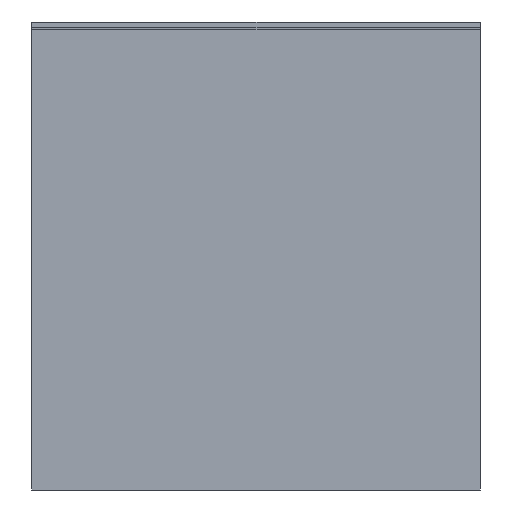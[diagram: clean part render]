
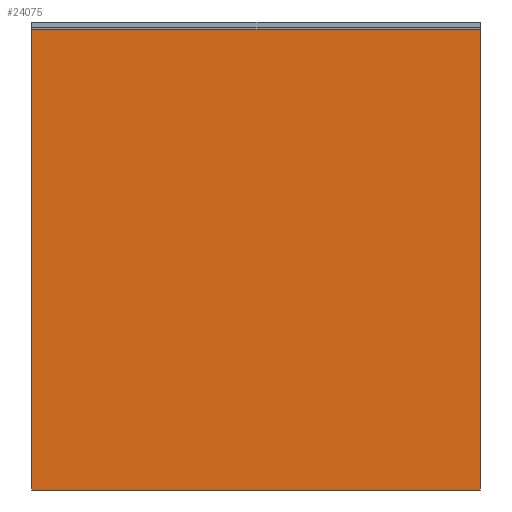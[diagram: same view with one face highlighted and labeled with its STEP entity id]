
A CAD part, left-side view. The second image highlights one B-rep face of the part: STEP entity #24075.
In plain terms, the highlighted planar face has unit normal (-1, 0, 0).
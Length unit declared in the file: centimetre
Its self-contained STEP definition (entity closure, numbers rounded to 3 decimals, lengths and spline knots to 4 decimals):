
#163 = EDGE_CURVE ( 'NONE', #8834, #14656, #1682, .T. ) ;
#335 = CARTESIAN_POINT ( 'NONE',  ( -2.0053, 0.4646, 0.33 ) ) ;
#1195 = VERTEX_POINT ( 'NONE', #335 ) ;
#1632 = CARTESIAN_POINT ( 'NONE',  ( -2.0053, 0.4646, 0. ) ) ;
#1682 = LINE ( 'NONE', #17220, #15924 ) ;
#1964 = PLANE ( 'NONE',  #14016 ) ;
#2200 = LINE ( 'NONE', #8738, #10601 ) ;
#4686 = LINE ( 'NONE', #10948, #26064 ) ;
#7814 = EDGE_CURVE ( 'NONE', #21635, #1195, #2200, .T. ) ;
#8368 = FACE_OUTER_BOUND ( 'NONE', #18793, .T. ) ;
#8738 = CARTESIAN_POINT ( 'NONE',  ( -2.0053, 0.4646, 0.165 ) ) ;
#8834 = VERTEX_POINT ( 'NONE', #18762 ) ;
#10601 = VECTOR ( 'NONE', #10799, 100. ) ;
#10799 = DIRECTION ( 'NONE',  ( 0., 0., 1. ) ) ;
#10845 = CARTESIAN_POINT ( 'NONE',  ( -2.0053, 0.3046, 0.165 ) ) ;
#10948 = CARTESIAN_POINT ( 'NONE',  ( -2.0053, 0.3046, 0.33 ) ) ;
#11416 = ORIENTED_EDGE ( 'NONE', *, *, #27216, .F. ) ;
#12450 = DIRECTION ( 'NONE',  ( 1., 0., 0. ) ) ;
#13377 = ORIENTED_EDGE ( 'NONE', *, *, #7814, .F. ) ;
#14016 = AXIS2_PLACEMENT_3D ( 'NONE', #10845, #12450, #17501 ) ;
#14656 = VERTEX_POINT ( 'NONE', #14974 ) ;
#14974 = CARTESIAN_POINT ( 'NONE',  ( -2.0053, 0.1446, 0.33 ) ) ;
#15924 = VECTOR ( 'NONE', #26133, 100. ) ;
#17220 = CARTESIAN_POINT ( 'NONE',  ( -2.0053, 0.1446, 0.165 ) ) ;
#17501 = DIRECTION ( 'NONE',  ( 0., 0., -1. ) ) ;
#18762 = CARTESIAN_POINT ( 'NONE',  ( -2.0053, 0.1446, 0. ) ) ;
#18793 = EDGE_LOOP ( 'NONE', ( #11416, #20224, #27304, #13377 ) ) ;
#19789 = EDGE_CURVE ( 'NONE', #1195, #14656, #4686, .T. ) ;
#19964 = DIRECTION ( 'NONE',  ( 0., -1., 0. ) ) ;
#20224 = ORIENTED_EDGE ( 'NONE', *, *, #163, .T. ) ;
#20529 = CARTESIAN_POINT ( 'NONE',  ( -2.0053, 0.3046, 0. ) ) ;
#20803 = DIRECTION ( 'NONE',  ( 0., 1., 0. ) ) ;
#21635 = VERTEX_POINT ( 'NONE', #1632 ) ;
#22837 = LINE ( 'NONE', #20529, #24335 ) ;
#24075 = ADVANCED_FACE ( 'NONE', ( #8368 ), #1964, .F. ) ;
#24335 = VECTOR ( 'NONE', #20803, 100. ) ;
#26064 = VECTOR ( 'NONE', #19964, 100. ) ;
#26133 = DIRECTION ( 'NONE',  ( 0., 0., 1. ) ) ;
#27216 = EDGE_CURVE ( 'NONE', #8834, #21635, #22837, .T. ) ;
#27304 = ORIENTED_EDGE ( 'NONE', *, *, #19789, .F. ) ;
